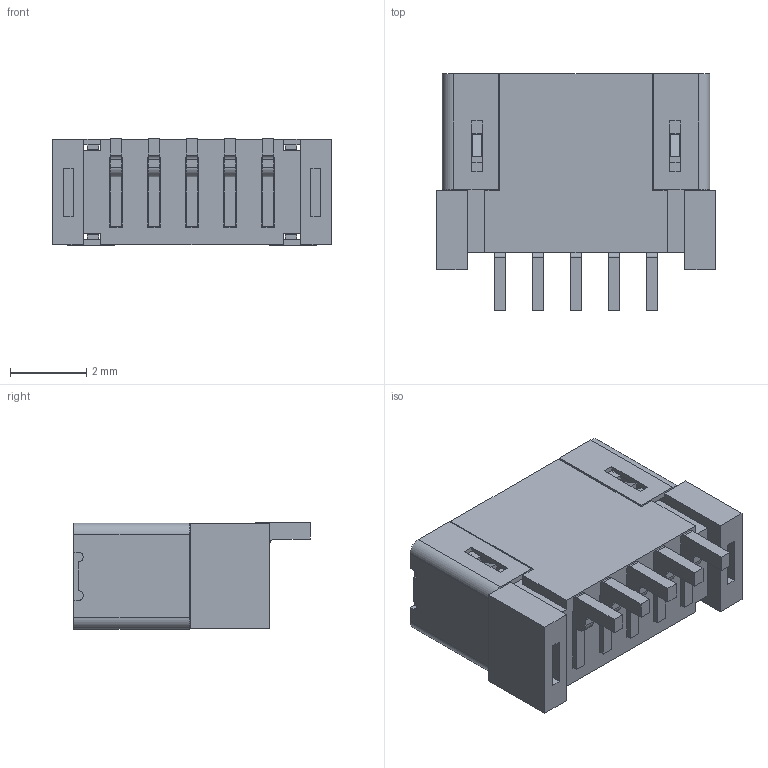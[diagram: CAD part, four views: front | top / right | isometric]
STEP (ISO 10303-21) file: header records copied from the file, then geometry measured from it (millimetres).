
FILE_DESCRIPTION( ( 'STEP AP214' ), '1' );
FILE_NAME( 'FC1-05-02-T-WT.stp', '2021-01-18T21:49:07', ( 'License CC BY-ND 4.0' ), ( 'CADENAS' ), ' ', 'PARTsolutions', ' ' );
FILE_SCHEMA( ( 'AUTOMOTIVE_DESIGN { 1 0 10303 214 1 1 1 1 }' ) );
Length unit declared in the file: inch
Products named in the file (4): FC1-05-02-T-WT; _FC1-05-02-T-WT_t; _FC1-05-02-T-WT_wt; _FC1-05-02_p
Assembly tree (3 placements, depth 2):
  FC1-05-02-T-WT
    _FC1-05-02-T-WT_t
    _FC1-05-02-T-WT_wt
    _FC1-05-02_p
Bounding box: 7.34 x 6.22 x 2.81 mm (x, y, z)
Volume: 81.8 mm3; surface area: 431.3 mm2
Topology: 3 solids, 3 shells, 401 faces, 1161 edges, 774 vertices
Faces by surface type: plane 339, cylinder 62
Entity records: 16357 total; most frequent: CARTESIAN_POINT 2340, ORIENTED_EDGE 2322, DIRECTION 2095, EDGE_CURVE 1161, LINE 1037, VECTOR 1037, VERTEX_POINT 774, AXIS2_PLACEMENT_3D 529
